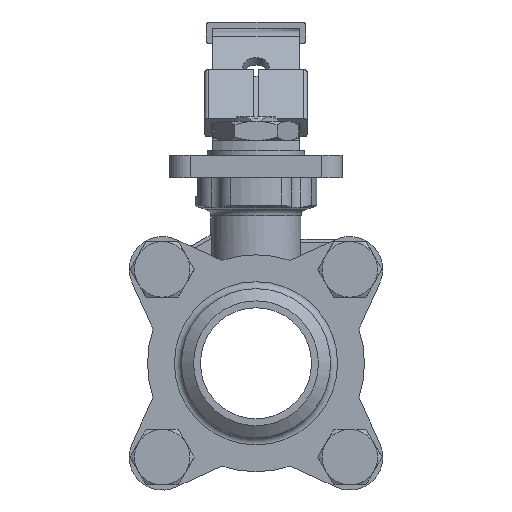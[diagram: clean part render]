
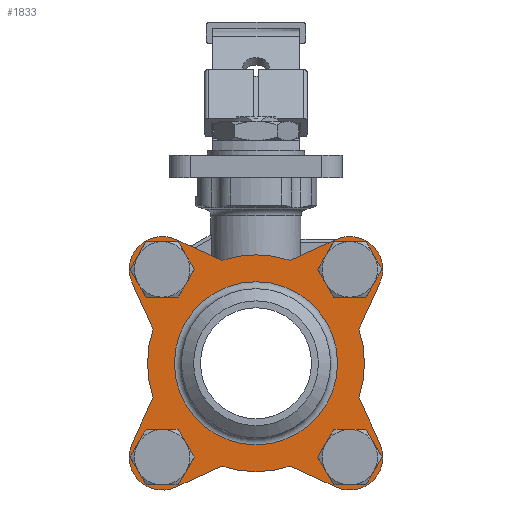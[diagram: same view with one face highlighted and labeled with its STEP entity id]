
A CAD part, left-side view. The second image highlights one B-rep face of the part: STEP entity #1833.
In plain terms, the highlighted planar face has unit normal (-1, 0, 0).
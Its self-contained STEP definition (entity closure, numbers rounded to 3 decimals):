
#1833=ADVANCED_FACE('',(#2915,#2916,#2917,#2918,#2919,#2920),#2921,.T.);
#2915=FACE_BOUND('',#4605,.T.);
#2916=FACE_BOUND('',#4606,.T.);
#2917=FACE_BOUND('',#4607,.T.);
#2918=FACE_BOUND('',#4608,.T.);
#2919=FACE_BOUND('',#4609,.T.);
#2920=FACE_OUTER_BOUND('',#4610,.T.);
#2921=PLANE('',#4611);
#4605=EDGE_LOOP('',(#8126));
#4606=EDGE_LOOP('',(#8127));
#4607=EDGE_LOOP('',(#8128));
#4608=EDGE_LOOP('',(#8129));
#4609=EDGE_LOOP('',(#8130));
#4610=EDGE_LOOP('',(#8131,#8132,#8133,#8134,#8135,#8136,#8137,#8138,#8139,#8140,#8141,#8142,#8143,#8144,#8145,#8146));
#4611=AXIS2_PLACEMENT_3D('',#8147,#8148,#8149);
#8126=ORIENTED_EDGE('',*,*,#9534,.T.);
#8127=ORIENTED_EDGE('',*,*,#9540,.F.);
#8128=ORIENTED_EDGE('',*,*,#9541,.F.);
#8129=ORIENTED_EDGE('',*,*,#9519,.F.);
#8130=ORIENTED_EDGE('',*,*,#9518,.F.);
#8131=ORIENTED_EDGE('',*,*,#9542,.F.);
#8132=ORIENTED_EDGE('',*,*,#9543,.F.);
#8133=ORIENTED_EDGE('',*,*,#9523,.F.);
#8134=ORIENTED_EDGE('',*,*,#9544,.F.);
#8135=ORIENTED_EDGE('',*,*,#9545,.F.);
#8136=ORIENTED_EDGE('',*,*,#9546,.F.);
#8137=ORIENTED_EDGE('',*,*,#9547,.F.);
#8138=ORIENTED_EDGE('',*,*,#9548,.F.);
#8139=ORIENTED_EDGE('',*,*,#9549,.F.);
#8140=ORIENTED_EDGE('',*,*,#9550,.F.);
#8141=ORIENTED_EDGE('',*,*,#9551,.F.);
#8142=ORIENTED_EDGE('',*,*,#9552,.F.);
#8143=ORIENTED_EDGE('',*,*,#9553,.F.);
#8144=ORIENTED_EDGE('',*,*,#9554,.F.);
#8145=ORIENTED_EDGE('',*,*,#9555,.F.);
#8146=ORIENTED_EDGE('',*,*,#9556,.F.);
#8147=CARTESIAN_POINT('',(-32.6,-27.047,27.047));
#8148=DIRECTION('',(-1.0,0.0,0.0));
#8149=DIRECTION('',(0.0,0.0,-1.0));
#9518=EDGE_CURVE('',#11290,#11290,#11291,.T.);
#9519=EDGE_CURVE('',#11292,#11292,#11293,.T.);
#9523=EDGE_CURVE('',#11299,#11301,#11302,.T.);
#9534=EDGE_CURVE('',#11320,#11320,#11321,.F.);
#9540=EDGE_CURVE('',#11332,#11332,#11333,.T.);
#9541=EDGE_CURVE('',#11334,#11334,#11335,.T.);
#9542=EDGE_CURVE('',#11336,#11337,#11338,.T.);
#9543=EDGE_CURVE('',#11301,#11336,#11339,.T.);
#9544=EDGE_CURVE('',#11340,#11299,#11341,.T.);
#9545=EDGE_CURVE('',#11342,#11340,#11343,.T.);
#9546=EDGE_CURVE('',#11344,#11342,#11345,.T.);
#9547=EDGE_CURVE('',#11346,#11344,#11347,.T.);
#9548=EDGE_CURVE('',#11348,#11346,#11349,.T.);
#9549=EDGE_CURVE('',#11350,#11348,#11351,.T.);
#9550=EDGE_CURVE('',#11352,#11350,#11353,.T.);
#9551=EDGE_CURVE('',#11354,#11352,#11355,.T.);
#9552=EDGE_CURVE('',#11356,#11354,#11357,.T.);
#9553=EDGE_CURVE('',#11358,#11356,#11359,.T.);
#9554=EDGE_CURVE('',#11360,#11358,#11361,.T.);
#9555=EDGE_CURVE('',#11362,#11360,#11363,.T.);
#9556=EDGE_CURVE('',#11337,#11362,#11364,.T.);
#11290=VERTEX_POINT('',#16050);
#11291=CIRCLE('',#16051,5.25);
#11292=VERTEX_POINT('',#16052);
#11293=CIRCLE('',#16053,5.25);
#11299=VERTEX_POINT('',#16060);
#11301=VERTEX_POINT('',#16063);
#11302=LINE('',#16064,#16065);
#11320=VERTEX_POINT('',#16084);
#11321=CIRCLE('',#16085,23.5);
#11332=VERTEX_POINT('',#16096);
#11333=CIRCLE('',#16097,5.25);
#11334=VERTEX_POINT('',#16098);
#11335=CIRCLE('',#16099,5.25);
#11336=VERTEX_POINT('',#16100);
#11337=VERTEX_POINT('',#16101);
#11338=LINE('',#16102,#16103);
#11339=CIRCLE('',#16104,31.25);
#11340=VERTEX_POINT('',#16105);
#11341=CIRCLE('',#16106,9.5);
#11342=VERTEX_POINT('',#16107);
#11343=LINE('',#16108,#16109);
#11344=VERTEX_POINT('',#16110);
#11345=CIRCLE('',#16111,31.25);
#11346=VERTEX_POINT('',#16112);
#11347=LINE('',#16113,#16114);
#11348=VERTEX_POINT('',#16115);
#11349=CIRCLE('',#16116,9.5);
#11350=VERTEX_POINT('',#16117);
#11351=LINE('',#16118,#16119);
#11352=VERTEX_POINT('',#16120);
#11353=CIRCLE('',#16121,31.25);
#11354=VERTEX_POINT('',#16122);
#11355=LINE('',#16123,#16124);
#11356=VERTEX_POINT('',#16125);
#11357=CIRCLE('',#16126,9.5);
#11358=VERTEX_POINT('',#16127);
#11359=LINE('',#16128,#16129);
#11360=VERTEX_POINT('',#16130);
#11361=CIRCLE('',#16131,31.25);
#11362=VERTEX_POINT('',#16132);
#11363=LINE('',#16133,#16134);
#11364=CIRCLE('',#16135,9.5);
#16050=CARTESIAN_POINT('',(-32.6,-27.047,-21.797));
#16051=AXIS2_PLACEMENT_3D('',#17741,#17742,#17743);
#16052=CARTESIAN_POINT('',(-32.6,27.047,-21.797));
#16053=AXIS2_PLACEMENT_3D('',#17744,#17745,#17746);
#16060=CARTESIAN_POINT('',(-32.6,23.109,35.692));
#16063=CARTESIAN_POINT('',(-32.6,9.856,29.655));
#16064=CARTESIAN_POINT('',(-32.6,23.109,35.692));
#16065=VECTOR('',#17752,1.0);
#16084=CARTESIAN_POINT('',(-32.6,0.,23.5));
#16085=AXIS2_PLACEMENT_3D('',#17781,#17782,#17783);
#16096=CARTESIAN_POINT('',(-32.6,-27.047,32.297));
#16097=AXIS2_PLACEMENT_3D('',#17799,#17800,#17801);
#16098=CARTESIAN_POINT('',(-32.6,27.047,32.297));
#16099=AXIS2_PLACEMENT_3D('',#17802,#17803,#17804);
#16100=CARTESIAN_POINT('',(-32.6,-9.856,29.655));
#16101=CARTESIAN_POINT('',(-32.6,-23.109,35.692));
#16102=CARTESIAN_POINT('',(-32.6,-9.856,29.655));
#16103=VECTOR('',#17805,1.0);
#16104=AXIS2_PLACEMENT_3D('',#17806,#17807,#17808);
#16105=CARTESIAN_POINT('',(-32.6,35.692,23.109));
#16106=AXIS2_PLACEMENT_3D('',#17809,#17810,#17811);
#16107=CARTESIAN_POINT('',(-32.6,29.655,9.856));
#16108=CARTESIAN_POINT('',(-32.6,29.655,9.856));
#16109=VECTOR('',#17812,1.0);
#16110=CARTESIAN_POINT('',(-32.6,29.655,-9.856));
#16111=AXIS2_PLACEMENT_3D('',#17813,#17814,#17815);
#16112=CARTESIAN_POINT('',(-32.6,35.692,-23.109));
#16113=CARTESIAN_POINT('',(-32.6,35.692,-23.109));
#16114=VECTOR('',#17816,1.0);
#16115=CARTESIAN_POINT('',(-32.6,23.109,-35.692));
#16116=AXIS2_PLACEMENT_3D('',#17817,#17818,#17819);
#16117=CARTESIAN_POINT('',(-32.6,9.856,-29.655));
#16118=CARTESIAN_POINT('',(-32.6,9.856,-29.655));
#16119=VECTOR('',#17820,1.0);
#16120=CARTESIAN_POINT('',(-32.6,-9.856,-29.655));
#16121=AXIS2_PLACEMENT_3D('',#17821,#17822,#17823);
#16122=CARTESIAN_POINT('',(-32.6,-23.109,-35.692));
#16123=CARTESIAN_POINT('',(-32.6,-23.109,-35.692));
#16124=VECTOR('',#17824,1.0);
#16125=CARTESIAN_POINT('',(-32.6,-35.692,-23.109));
#16126=AXIS2_PLACEMENT_3D('',#17825,#17826,#17827);
#16127=CARTESIAN_POINT('',(-32.6,-29.655,-9.856));
#16128=CARTESIAN_POINT('',(-32.6,-29.655,-9.856));
#16129=VECTOR('',#17828,1.0);
#16130=CARTESIAN_POINT('',(-32.6,-29.655,9.856));
#16131=AXIS2_PLACEMENT_3D('',#17829,#17830,#17831);
#16132=CARTESIAN_POINT('',(-32.6,-35.692,23.109));
#16133=CARTESIAN_POINT('',(-32.6,-35.692,23.109));
#16134=VECTOR('',#17832,1.0);
#16135=AXIS2_PLACEMENT_3D('',#17833,#17834,#17835);
#17741=CARTESIAN_POINT('',(-32.6,-27.047,-27.047));
#17742=DIRECTION('',(-1.0,0.0,0.0));
#17743=DIRECTION('',(0.0,0.0,1.0));
#17744=CARTESIAN_POINT('',(-32.6,27.047,-27.047));
#17745=DIRECTION('',(-1.0,0.0,0.0));
#17746=DIRECTION('',(0.0,0.0,1.0));
#17752=DIRECTION('',(0.0,-0.91,-0.415));
#17781=CARTESIAN_POINT('',(-32.6,0.,0.));
#17782=DIRECTION('',(-1.0,0.0,0.0));
#17783=DIRECTION('',(0.0,0.0,1.0));
#17799=CARTESIAN_POINT('',(-32.6,-27.047,27.047));
#17800=DIRECTION('',(-1.0,0.0,0.0));
#17801=DIRECTION('',(0.0,0.0,1.0));
#17802=CARTESIAN_POINT('',(-32.6,27.047,27.047));
#17803=DIRECTION('',(-1.0,0.0,0.0));
#17804=DIRECTION('',(0.0,0.0,1.0));
#17805=DIRECTION('',(0.0,-0.91,0.415));
#17806=CARTESIAN_POINT('',(-32.6,0.,0.));
#17807=DIRECTION('',(1.0,0.0,0.0));
#17808=DIRECTION('',(0.0,0.0,-1.0));
#17809=CARTESIAN_POINT('',(-32.6,27.047,27.047));
#17810=DIRECTION('',(1.0,0.0,0.0));
#17811=DIRECTION('',(0.0,0.0,-1.0));
#17812=DIRECTION('',(0.0,0.415,0.91));
#17813=CARTESIAN_POINT('',(-32.6,0.,0.));
#17814=DIRECTION('',(1.0,0.0,0.0));
#17815=DIRECTION('',(0.0,0.0,-1.0));
#17816=DIRECTION('',(0.0,-0.415,0.91));
#17817=CARTESIAN_POINT('',(-32.6,27.047,-27.047));
#17818=DIRECTION('',(1.0,0.0,0.0));
#17819=DIRECTION('',(0.0,0.0,-1.0));
#17820=DIRECTION('',(0.0,0.91,-0.415));
#17821=CARTESIAN_POINT('',(-32.6,0.,0.));
#17822=DIRECTION('',(1.0,0.0,0.0));
#17823=DIRECTION('',(0.0,0.0,-1.0));
#17824=DIRECTION('',(0.0,0.91,0.415));
#17825=CARTESIAN_POINT('',(-32.6,-27.047,-27.047));
#17826=DIRECTION('',(1.0,0.0,0.0));
#17827=DIRECTION('',(0.0,0.0,-1.0));
#17828=DIRECTION('',(0.0,-0.415,-0.91));
#17829=CARTESIAN_POINT('',(-32.6,0.,0.));
#17830=DIRECTION('',(1.0,0.0,0.0));
#17831=DIRECTION('',(0.0,0.0,-1.0));
#17832=DIRECTION('',(0.0,0.415,-0.91));
#17833=CARTESIAN_POINT('',(-32.6,-27.047,27.047));
#17834=DIRECTION('',(1.0,0.0,0.0));
#17835=DIRECTION('',(0.0,0.0,-1.0));
